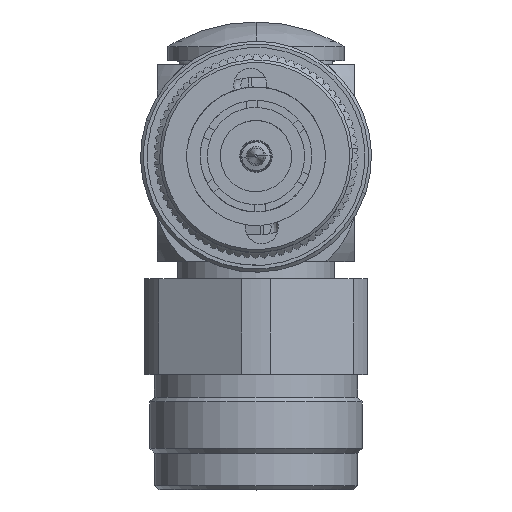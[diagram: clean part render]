
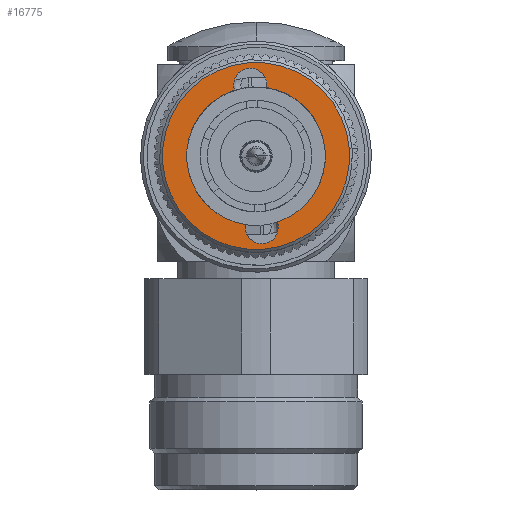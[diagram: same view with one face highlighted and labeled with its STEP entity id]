
A CAD part, top view. The second image highlights one B-rep face of the part: STEP entity #16775.
In plain terms, the highlighted planar face has unit normal (0, 0, 1).
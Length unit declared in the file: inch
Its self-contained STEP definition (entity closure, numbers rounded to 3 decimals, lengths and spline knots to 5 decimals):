
#65 = ORIENTED_EDGE ( 'NONE', *, *, #2191, .T. ) ;
#175 = AXIS2_PLACEMENT_3D ( 'NONE', #14059, #12372, #21483 ) ;
#336 = CARTESIAN_POINT ( 'NONE',  ( 0.0465, 0.2, 0. ) ) ;
#379 = EDGE_LOOP ( 'NONE', ( #22683, #65 ) ) ;
#434 = VERTEX_POINT ( 'NONE', #18457 ) ;
#657 = FACE_BOUND ( 'NONE', #2903, .T. ) ;
#1039 = DIRECTION ( 'NONE',  ( 1., 0., 0. ) ) ;
#2014 = AXIS2_PLACEMENT_3D ( 'NONE', #4040, #13657, #9565 ) ;
#2047 = VERTEX_POINT ( 'NONE', #20208 ) ;
#2191 = EDGE_CURVE ( 'NONE', #16343, #12996, #11980, .T. ) ;
#2417 = ORIENTED_EDGE ( 'NONE', *, *, #12490, .F. ) ;
#2508 = CIRCLE ( 'NONE', #16789, 0.0465 ) ;
#2710 = FACE_OUTER_BOUND ( 'NONE', #379, .T. ) ;
#2760 = ORIENTED_EDGE ( 'NONE', *, *, #16212, .F. ) ;
#2903 = EDGE_LOOP ( 'NONE', ( #2417, #10393, #17829, #8359, #8854, #2760, #8276, #23543, #17256, #14247 ) ) ;
#3087 = VERTEX_POINT ( 'NONE', #336 ) ;
#3412 = CARTESIAN_POINT ( 'NONE',  ( 0., 0., 0. ) ) ;
#3692 = AXIS2_PLACEMENT_3D ( 'NONE', #3412, #8729, #14262 ) ;
#4040 = CARTESIAN_POINT ( 'NONE',  ( 0., 0.2, 0. ) ) ;
#4199 = DIRECTION ( 'NONE',  ( 0., 0., 1. ) ) ;
#4330 = DIRECTION ( 'NONE',  ( 0., 0., 1. ) ) ;
#4440 = VERTEX_POINT ( 'NONE', #11032 ) ;
#4443 = DIRECTION ( 'NONE',  ( 1., 0., 0. ) ) ;
#4466 = VERTEX_POINT ( 'NONE', #23878 ) ;
#4503 = EDGE_CURVE ( 'NONE', #4466, #23292, #9070, .T. ) ;
#4567 = DIRECTION ( 'NONE',  ( 0., 0., 1. ) ) ;
#4775 = DIRECTION ( 'NONE',  ( 0., 0., 1. ) ) ;
#5045 = CIRCLE ( 'NONE', #19734, 0.0465 ) ;
#5814 = DIRECTION ( 'NONE',  ( 1., 0., 0. ) ) ;
#6010 = DIRECTION ( 'NONE',  ( -1., 0., 0. ) ) ;
#6373 = CIRCLE ( 'NONE', #3692, 0.194 ) ;
#6524 = CARTESIAN_POINT ( 'NONE',  ( -0.0465, -0.2, 0. ) ) ;
#7037 = CIRCLE ( 'NONE', #20568, 0.0465 ) ;
#7882 = DIRECTION ( 'NONE',  ( 0., 0., 1. ) ) ;
#7912 = AXIS2_PLACEMENT_3D ( 'NONE', #12712, #14637, #12956 ) ;
#8062 = VERTEX_POINT ( 'NONE', #6524 ) ;
#8276 = ORIENTED_EDGE ( 'NONE', *, *, #14728, .F. ) ;
#8279 = VERTEX_POINT ( 'NONE', #22504 ) ;
#8303 = CARTESIAN_POINT ( 'NONE',  ( 0., 0., 0. ) ) ;
#8359 = ORIENTED_EDGE ( 'NONE', *, *, #17248, .F. ) ;
#8729 = DIRECTION ( 'NONE',  ( 0., 0., 1. ) ) ;
#8804 = CARTESIAN_POINT ( 'NONE',  ( 0., 0., 0. ) ) ;
#8854 = ORIENTED_EDGE ( 'NONE', *, *, #4503, .F. ) ;
#9070 = CIRCLE ( 'NONE', #7912, 0.194 ) ;
#9268 = DIRECTION ( 'NONE',  ( 0., 0., 1. ) ) ;
#9397 = CARTESIAN_POINT ( 'NONE',  ( 0., 0.2, 0. ) ) ;
#9565 = DIRECTION ( 'NONE',  ( -1., 0., 0. ) ) ;
#10393 = ORIENTED_EDGE ( 'NONE', *, *, #15185, .F. ) ;
#10534 = AXIS2_PLACEMENT_3D ( 'NONE', #11841, #17042, #19221 ) ;
#10553 = AXIS2_PLACEMENT_3D ( 'NONE', #18877, #7882, #5814 ) ;
#11032 = CARTESIAN_POINT ( 'NONE',  ( -0.0451, 0.18868, 0. ) ) ;
#11312 = CIRCLE ( 'NONE', #10534, 0.0465 ) ;
#11841 = CARTESIAN_POINT ( 'NONE',  ( 0., -0.2, 0. ) ) ;
#11980 = CIRCLE ( 'NONE', #17777, 0.26181 ) ;
#12059 = DIRECTION ( 'NONE',  ( 1., 0., 0. ) ) ;
#12194 = EDGE_CURVE ( 'NONE', #12996, #16343, #21792, .T. ) ;
#12372 = DIRECTION ( 'NONE',  ( 0., 0., 1. ) ) ;
#12490 = EDGE_CURVE ( 'NONE', #4440, #434, #15410, .T. ) ;
#12712 = CARTESIAN_POINT ( 'NONE',  ( 0., 0., 0. ) ) ;
#12956 = DIRECTION ( 'NONE',  ( 1., 0., 0. ) ) ;
#12996 = VERTEX_POINT ( 'NONE', #19162 ) ;
#13657 = DIRECTION ( 'NONE',  ( 0., 0., 1. ) ) ;
#14059 = CARTESIAN_POINT ( 'NONE',  ( 0.26181, 0., 0. ) ) ;
#14203 = CARTESIAN_POINT ( 'NONE',  ( -0.0451, -0.18868, 0. ) ) ;
#14241 = AXIS2_PLACEMENT_3D ( 'NONE', #8303, #4199, #4443 ) ;
#14247 = ORIENTED_EDGE ( 'NONE', *, *, #17685, .F. ) ;
#14262 = DIRECTION ( 'NONE',  ( 1., 0., 0. ) ) ;
#14397 = CIRCLE ( 'NONE', #23726, 0.194 ) ;
#14637 = DIRECTION ( 'NONE',  ( 0., 0., 1. ) ) ;
#14728 = EDGE_CURVE ( 'NONE', #16014, #8279, #15131, .T. ) ;
#14767 = AXIS2_PLACEMENT_3D ( 'NONE', #18269, #21665, #19720 ) ;
#15066 = CARTESIAN_POINT ( 'NONE',  ( 0.26181, 0., 0. ) ) ;
#15131 = CIRCLE ( 'NONE', #14767, 0.0465 ) ;
#15185 = EDGE_CURVE ( 'NONE', #2047, #4440, #7037, .T. ) ;
#15410 = CIRCLE ( 'NONE', #14241, 0.194 ) ;
#15652 = PLANE ( 'NONE',  #175 ) ;
#16014 = VERTEX_POINT ( 'NONE', #18970 ) ;
#16212 = EDGE_CURVE ( 'NONE', #8279, #4466, #14397, .T. ) ;
#16281 = CIRCLE ( 'NONE', #2014, 0.0465 ) ;
#16343 = VERTEX_POINT ( 'NONE', #15066 ) ;
#16775 = ADVANCED_FACE ( 'NONE', ( #657, #2710 ), #15652, .T. ) ;
#16789 = AXIS2_PLACEMENT_3D ( 'NONE', #20901, #4330, #16895 ) ;
#16895 = DIRECTION ( 'NONE',  ( -1., 0., 0. ) ) ;
#17042 = DIRECTION ( 'NONE',  ( 0., 0., 1. ) ) ;
#17248 = EDGE_CURVE ( 'NONE', #23292, #3087, #2508, .T. ) ;
#17256 = ORIENTED_EDGE ( 'NONE', *, *, #20527, .F. ) ;
#17623 = CARTESIAN_POINT ( 'NONE',  ( 0.0451, 0.18868, 0. ) ) ;
#17685 = EDGE_CURVE ( 'NONE', #434, #18040, #6373, .T. ) ;
#17777 = AXIS2_PLACEMENT_3D ( 'NONE', #18841, #4775, #1039 ) ;
#17829 = ORIENTED_EDGE ( 'NONE', *, *, #21340, .F. ) ;
#18040 = VERTEX_POINT ( 'NONE', #14203 ) ;
#18269 = CARTESIAN_POINT ( 'NONE',  ( 0., -0.2, 0. ) ) ;
#18457 = CARTESIAN_POINT ( 'NONE',  ( -0.194, 0., 0. ) ) ;
#18841 = CARTESIAN_POINT ( 'NONE',  ( 0., 0., 0. ) ) ;
#18877 = CARTESIAN_POINT ( 'NONE',  ( 0., 0., 0. ) ) ;
#18970 = CARTESIAN_POINT ( 'NONE',  ( 0.0465, -0.2, 0. ) ) ;
#19162 = CARTESIAN_POINT ( 'NONE',  ( -0.26181, 0., 0. ) ) ;
#19221 = DIRECTION ( 'NONE',  ( 1., 0., 0. ) ) ;
#19720 = DIRECTION ( 'NONE',  ( 1., 0., 0. ) ) ;
#19734 = AXIS2_PLACEMENT_3D ( 'NONE', #21155, #4567, #12059 ) ;
#20208 = CARTESIAN_POINT ( 'NONE',  ( -0.0465, 0.2, 0. ) ) ;
#20527 = EDGE_CURVE ( 'NONE', #18040, #8062, #5045, .T. ) ;
#20568 = AXIS2_PLACEMENT_3D ( 'NONE', #9397, #9268, #6010 ) ;
#20901 = CARTESIAN_POINT ( 'NONE',  ( 0., 0.2, 0. ) ) ;
#21155 = CARTESIAN_POINT ( 'NONE',  ( 0., -0.2, 0. ) ) ;
#21340 = EDGE_CURVE ( 'NONE', #3087, #2047, #16281, .T. ) ;
#21483 = DIRECTION ( 'NONE',  ( 1., 0., 0. ) ) ;
#21665 = DIRECTION ( 'NONE',  ( 0., 0., 1. ) ) ;
#21792 = CIRCLE ( 'NONE', #10553, 0.26181 ) ;
#22001 = DIRECTION ( 'NONE',  ( 0., 0., 1. ) ) ;
#22504 = CARTESIAN_POINT ( 'NONE',  ( 0.0451, -0.18868, 0. ) ) ;
#22683 = ORIENTED_EDGE ( 'NONE', *, *, #12194, .T. ) ;
#22793 = EDGE_CURVE ( 'NONE', #8062, #16014, #11312, .T. ) ;
#23292 = VERTEX_POINT ( 'NONE', #17623 ) ;
#23543 = ORIENTED_EDGE ( 'NONE', *, *, #22793, .F. ) ;
#23578 = DIRECTION ( 'NONE',  ( 1., 0., 0. ) ) ;
#23726 = AXIS2_PLACEMENT_3D ( 'NONE', #8804, #22001, #23578 ) ;
#23878 = CARTESIAN_POINT ( 'NONE',  ( 0.194, 0., 0. ) ) ;
